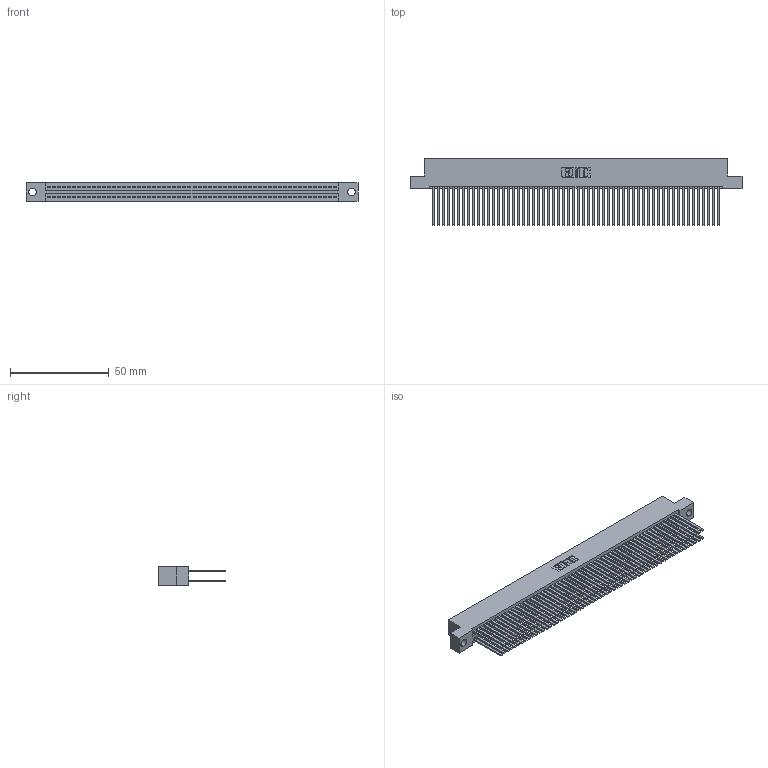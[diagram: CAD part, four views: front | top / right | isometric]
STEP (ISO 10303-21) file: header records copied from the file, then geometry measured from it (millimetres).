
FILE_DESCRIPTION (( 'STEP AP203' ), '1' );
FILE_NAME ('395-116-544-204.STEP', '2018-12-02T00:53:17', ( '' ), ( '' ), 'SwSTEP 2.0', 'SolidWorks 2016', '' );
FILE_SCHEMA (( 'CONFIG_CONTROL_DESIGN' ));
Length unit declared in the file: inch
Products named in the file (3): 345 Part_Flush Mounting Lugs - 0.156 Dia-TH; 395-116-544-204; 345-292-001_345-293-144
Assembly tree (117 placements, depth 2):
  395-116-544-204
    345 Part_Flush Mounting Lugs - 0.156 Dia-TH
    345-292-001_345-293-144  x116
Bounding box: 168.53 x 33.96 x 9.4 mm (x, y, z)
Volume: 18057.8 mm3; surface area: 31583.6 mm2
Topology: 117 solids, 117 shells, 5230 faces, 15537 edges, 10202 vertices
Faces by surface type: plane 3444, cylinder 1786
Entity records: 43173 total; most frequent: CARTESIAN_POINT 7220, ORIENTED_EDGE 7154, DIRECTION 6345, EDGE_CURVE 3577, LINE 3217, VECTOR 3217, VERTEX_POINT 2382, AXIS2_PLACEMENT_3D 1564
